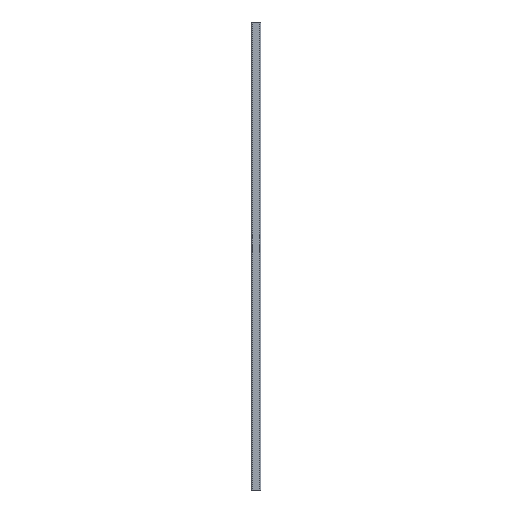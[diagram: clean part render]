
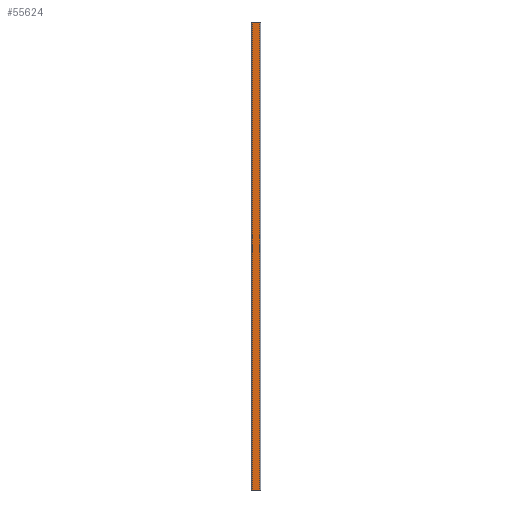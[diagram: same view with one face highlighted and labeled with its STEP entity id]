
A CAD part, left-side view. The second image highlights one B-rep face of the part: STEP entity #55624.
In plain terms, the highlighted planar face has unit normal (-1, 0, 0).
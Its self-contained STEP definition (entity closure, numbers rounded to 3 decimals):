
#1202 = VERTEX_POINT ( 'NONE', #53330 ) ;
#2624 = DIRECTION ( 'NONE',  ( 0., -1., 0. ) ) ;
#5633 = CARTESIAN_POINT ( 'NONE',  ( -300., 22.5, 1500. ) ) ;
#6444 = LINE ( 'NONE', #5633, #17970 ) ;
#6480 = ORIENTED_EDGE ( 'NONE', *, *, #38759, .F. ) ;
#9620 = FACE_OUTER_BOUND ( 'NONE', #55174, .T. ) ;
#11716 = VERTEX_POINT ( 'NONE', #26001 ) ;
#11891 = EDGE_CURVE ( 'NONE', #11716, #29740, #6444, .T. ) ;
#12112 = LINE ( 'NONE', #21018, #43745 ) ;
#14208 = VERTEX_POINT ( 'NONE', #42516 ) ;
#17726 = EDGE_CURVE ( 'NONE', #14208, #1202, #26053, .T. ) ;
#17970 = VECTOR ( 'NONE', #31432, 1000. ) ;
#18328 = CARTESIAN_POINT ( 'NONE',  ( -300., 22.5, -1500. ) ) ;
#20698 = AXIS2_PLACEMENT_3D ( 'NONE', #45556, #28441, #2624 ) ;
#21018 = CARTESIAN_POINT ( 'NONE',  ( -300., 22.5, -1500. ) ) ;
#26001 = CARTESIAN_POINT ( 'NONE',  ( -300., 22.5, 1500. ) ) ;
#26053 = LINE ( 'NONE', #18328, #36175 ) ;
#26705 = CARTESIAN_POINT ( 'NONE',  ( -300., -22.5, -1500. ) ) ;
#28441 = DIRECTION ( 'NONE',  ( -1., 0., 0. ) ) ;
#29740 = VERTEX_POINT ( 'NONE', #30922 ) ;
#30922 = CARTESIAN_POINT ( 'NONE',  ( -300., -22.5, 1500. ) ) ;
#31432 = DIRECTION ( 'NONE',  ( 0., -1., 0. ) ) ;
#33535 = ORIENTED_EDGE ( 'NONE', *, *, #54315, .T. ) ;
#35289 = ORIENTED_EDGE ( 'NONE', *, *, #11891, .F. ) ;
#36175 = VECTOR ( 'NONE', #52637, 1000. ) ;
#38759 = EDGE_CURVE ( 'NONE', #14208, #11716, #12112, .T. ) ;
#39515 = DIRECTION ( 'NONE',  ( 0., 0., 1. ) ) ;
#42418 = DIRECTION ( 'NONE',  ( 0., 0., 1. ) ) ;
#42516 = CARTESIAN_POINT ( 'NONE',  ( -300., 22.5, -1500. ) ) ;
#42748 = LINE ( 'NONE', #26705, #52799 ) ;
#43745 = VECTOR ( 'NONE', #42418, 1000. ) ;
#45556 = CARTESIAN_POINT ( 'NONE',  ( -300., 22.5, -1500. ) ) ;
#52637 = DIRECTION ( 'NONE',  ( 0., -1., 0. ) ) ;
#52799 = VECTOR ( 'NONE', #39515, 1000. ) ;
#52821 = ORIENTED_EDGE ( 'NONE', *, *, #17726, .T. ) ;
#53330 = CARTESIAN_POINT ( 'NONE',  ( -300., -22.5, -1500. ) ) ;
#54198 = PLANE ( 'NONE',  #20698 ) ;
#54315 = EDGE_CURVE ( 'NONE', #1202, #29740, #42748, .T. ) ;
#55174 = EDGE_LOOP ( 'NONE', ( #35289, #6480, #52821, #33535 ) ) ;
#55624 = ADVANCED_FACE ( 'NONE', ( #9620 ), #54198, .T. ) ;
